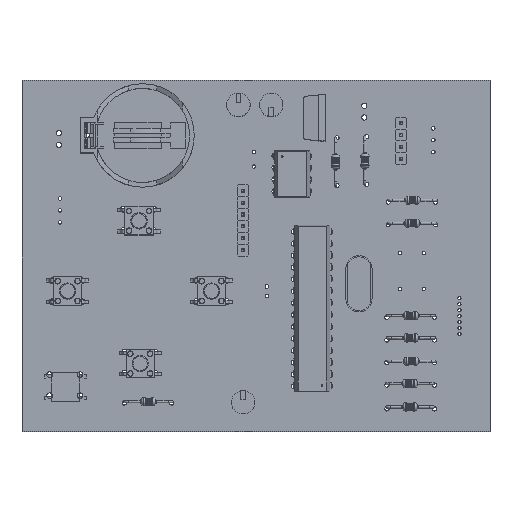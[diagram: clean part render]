
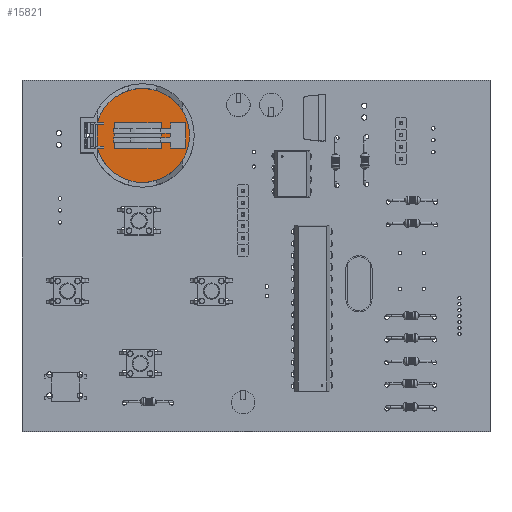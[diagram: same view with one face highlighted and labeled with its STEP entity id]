
A CAD part, top view. The second image highlights one B-rep face of the part: STEP entity #15821.
In plain terms, the highlighted planar face has unit normal (0, 0, 1).
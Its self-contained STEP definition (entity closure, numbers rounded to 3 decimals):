
#15541 = VERTEX_POINT('',#15542);
#15542 = CARTESIAN_POINT('',(-9.666,-2.75,2.));
#15653 = VERTEX_POINT('',#15654);
#15654 = CARTESIAN_POINT('',(-9.666,2.75,2.));
#15821 = ADVANCED_FACE('',(#15822,#15837,#15848),#15882,.T.);
#15822 = FACE_BOUND('',#15823,.T.);
#15823 = EDGE_LOOP('',(#15824,#15830));
#15824 = ORIENTED_EDGE('',*,*,#15825,.F.);
#15825 = EDGE_CURVE('',#15541,#15653,#15826,.T.);
#15826 = LINE('',#15827,#15828);
#15827 = CARTESIAN_POINT('',(-9.666,-2.75,2.));
#15828 = VECTOR('',#15829,1.);
#15829 = DIRECTION('',(0.,1.,0.));
#15830 = ORIENTED_EDGE('',*,*,#15831,.T.);
#15831 = EDGE_CURVE('',#15541,#15653,#15832,.T.);
#15832 = CIRCLE('',#15833,10.05);
#15833 = AXIS2_PLACEMENT_3D('',#15834,#15835,#15836);
#15834 = CARTESIAN_POINT('',(0.,0.,2.));
#15835 = DIRECTION('',(0.,0.,1.));
#15836 = DIRECTION('',(-0.962,-0.274,0.));
#15837 = FACE_BOUND('',#15838,.T.);
#15838 = EDGE_LOOP('',(#15839));
#15839 = ORIENTED_EDGE('',*,*,#15840,.T.);
#15840 = EDGE_CURVE('',#15841,#15841,#15843,.T.);
#15841 = VERTEX_POINT('',#15842);
#15842 = CARTESIAN_POINT('',(7.,0.,2.));
#15843 = CIRCLE('',#15844,1.);
#15844 = AXIS2_PLACEMENT_3D('',#15845,#15846,#15847);
#15845 = CARTESIAN_POINT('',(8.,0.,2.));
#15846 = DIRECTION('',(0.,0.,-1.));
#15847 = DIRECTION('',(-1.,0.,0.));
#15848 = FACE_BOUND('',#15849,.T.);
#15849 = EDGE_LOOP('',(#15850,#15860,#15868,#15876));
#15850 = ORIENTED_EDGE('',*,*,#15851,.F.);
#15851 = EDGE_CURVE('',#15852,#15854,#15856,.T.);
#15852 = VERTEX_POINT('',#15853);
#15853 = CARTESIAN_POINT('',(-6.,2.75,2.));
#15854 = VERTEX_POINT('',#15855);
#15855 = CARTESIAN_POINT('',(-6.,-2.75,2.));
#15856 = LINE('',#15857,#15858);
#15857 = CARTESIAN_POINT('',(-6.,2.75,2.));
#15858 = VECTOR('',#15859,1.);
#15859 = DIRECTION('',(0.,-1.,0.));
#15860 = ORIENTED_EDGE('',*,*,#15861,.F.);
#15861 = EDGE_CURVE('',#15862,#15852,#15864,.T.);
#15862 = VERTEX_POINT('',#15863);
#15863 = CARTESIAN_POINT('',(4.,2.75,2.));
#15864 = LINE('',#15865,#15866);
#15865 = CARTESIAN_POINT('',(4.,2.75,2.));
#15866 = VECTOR('',#15867,1.);
#15867 = DIRECTION('',(-1.,0.,0.));
#15868 = ORIENTED_EDGE('',*,*,#15869,.F.);
#15869 = EDGE_CURVE('',#15870,#15862,#15872,.T.);
#15870 = VERTEX_POINT('',#15871);
#15871 = CARTESIAN_POINT('',(4.,-2.75,2.));
#15872 = LINE('',#15873,#15874);
#15873 = CARTESIAN_POINT('',(4.,-2.75,2.));
#15874 = VECTOR('',#15875,1.);
#15875 = DIRECTION('',(0.,1.,0.));
#15876 = ORIENTED_EDGE('',*,*,#15877,.T.);
#15877 = EDGE_CURVE('',#15870,#15854,#15878,.T.);
#15878 = LINE('',#15879,#15880);
#15879 = CARTESIAN_POINT('',(4.,-2.75,2.));
#15880 = VECTOR('',#15881,1.);
#15881 = DIRECTION('',(-1.,0.,0.));
#15882 = PLANE('',#15883);
#15883 = AXIS2_PLACEMENT_3D('',#15884,#15885,#15886);
#15884 = CARTESIAN_POINT('',(0.,0.,2.));
#15885 = DIRECTION('',(0.,0.,1.));
#15886 = DIRECTION('',(-1.,0.,0.));
